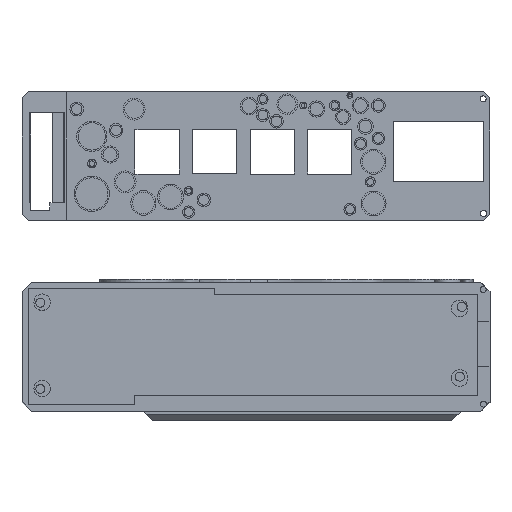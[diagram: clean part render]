
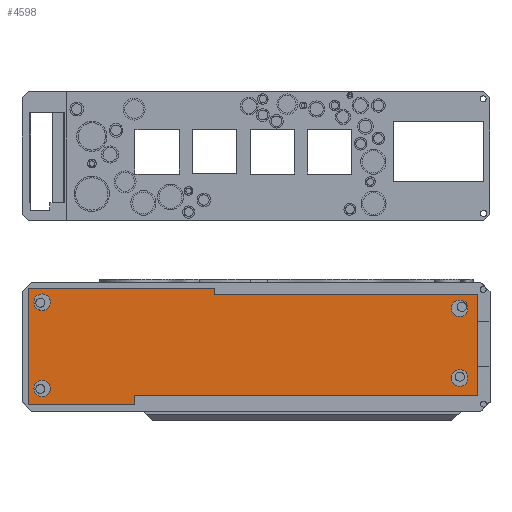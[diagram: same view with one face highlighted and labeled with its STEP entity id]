
A CAD part, top view. The second image highlights one B-rep face of the part: STEP entity #4598.
In plain terms, the highlighted planar face has unit normal (0, 0, 1).
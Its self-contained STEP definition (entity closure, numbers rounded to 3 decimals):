
#178=FACE_BOUND('',#836,.T.);
#179=FACE_BOUND('',#837,.T.);
#180=FACE_BOUND('',#838,.T.);
#181=FACE_BOUND('',#839,.T.);
#311=PLANE('',#4919);
#529=FACE_OUTER_BOUND('',#835,.T.);
#835=EDGE_LOOP('',(#3547,#3548,#3549,#3550,#3551,#3552,#3553,#3554,#3555,
#3556));
#836=EDGE_LOOP('',(#3557));
#837=EDGE_LOOP('',(#3558));
#838=EDGE_LOOP('',(#3559));
#839=EDGE_LOOP('',(#3560));
#1249=LINE('',#9456,#1630);
#1255=LINE('',#9468,#1636);
#1262=LINE('',#9544,#1643);
#1263=LINE('',#9546,#1644);
#1264=LINE('',#9548,#1645);
#1265=LINE('',#9550,#1646);
#1266=LINE('',#9552,#1647);
#1267=LINE('',#9554,#1648);
#1268=LINE('',#9556,#1649);
#1269=LINE('',#9557,#1650);
#1630=VECTOR('',#5557,10.);
#1636=VECTOR('',#5565,10.);
#1643=VECTOR('',#5588,10.);
#1644=VECTOR('',#5589,10.);
#1645=VECTOR('',#5590,10.);
#1646=VECTOR('',#5591,10.);
#1647=VECTOR('',#5592,10.);
#1648=VECTOR('',#5593,10.);
#1649=VECTOR('',#5594,10.);
#1650=VECTOR('',#5595,10.);
#1906=CIRCLE('',#4830,2.727);
#1910=CIRCLE('',#4838,2.727);
#1914=CIRCLE('',#4846,2.727);
#1918=CIRCLE('',#4854,2.727);
#2088=VERTEX_POINT('',#6565);
#2092=VERTEX_POINT('',#6579);
#2096=VERTEX_POINT('',#6593);
#2100=VERTEX_POINT('',#6607);
#2233=VERTEX_POINT('',#9454);
#2234=VERTEX_POINT('',#9455);
#2238=VERTEX_POINT('',#9465);
#2239=VERTEX_POINT('',#9467);
#2245=VERTEX_POINT('',#9545);
#2246=VERTEX_POINT('',#9547);
#2247=VERTEX_POINT('',#9549);
#2248=VERTEX_POINT('',#9551);
#2249=VERTEX_POINT('',#9553);
#2250=VERTEX_POINT('',#9555);
#2508=EDGE_CURVE('',#2088,#2088,#1906,.T.);
#2514=EDGE_CURVE('',#2092,#2092,#1910,.T.);
#2520=EDGE_CURVE('',#2096,#2096,#1914,.T.);
#2526=EDGE_CURVE('',#2100,#2100,#1918,.T.);
#2715=EDGE_CURVE('',#2233,#2234,#1249,.T.);
#2721=EDGE_CURVE('',#2238,#2239,#1255,.T.);
#2736=EDGE_CURVE('',#2234,#2238,#1262,.F.);
#2737=EDGE_CURVE('',#2245,#2233,#1263,.F.);
#2738=EDGE_CURVE('',#2245,#2246,#1264,.T.);
#2739=EDGE_CURVE('',#2246,#2247,#1265,.T.);
#2740=EDGE_CURVE('',#2248,#2247,#1266,.F.);
#2741=EDGE_CURVE('',#2248,#2249,#1267,.T.);
#2742=EDGE_CURVE('',#2249,#2250,#1268,.T.);
#2743=EDGE_CURVE('',#2239,#2250,#1269,.F.);
#3547=ORIENTED_EDGE('',*,*,#2721,.F.);
#3548=ORIENTED_EDGE('',*,*,#2736,.F.);
#3549=ORIENTED_EDGE('',*,*,#2715,.F.);
#3550=ORIENTED_EDGE('',*,*,#2737,.F.);
#3551=ORIENTED_EDGE('',*,*,#2738,.T.);
#3552=ORIENTED_EDGE('',*,*,#2739,.T.);
#3553=ORIENTED_EDGE('',*,*,#2740,.F.);
#3554=ORIENTED_EDGE('',*,*,#2741,.T.);
#3555=ORIENTED_EDGE('',*,*,#2742,.T.);
#3556=ORIENTED_EDGE('',*,*,#2743,.F.);
#3557=ORIENTED_EDGE('',*,*,#2508,.T.);
#3558=ORIENTED_EDGE('',*,*,#2514,.T.);
#3559=ORIENTED_EDGE('',*,*,#2520,.T.);
#3560=ORIENTED_EDGE('',*,*,#2526,.T.);
#4598=ADVANCED_FACE('',(#529,#178,#179,#180,#181),#311,.F.);
#4830=AXIS2_PLACEMENT_3D('',#6567,#5289,#5290);
#4838=AXIS2_PLACEMENT_3D('',#6581,#5307,#5308);
#4846=AXIS2_PLACEMENT_3D('',#6595,#5325,#5326);
#4854=AXIS2_PLACEMENT_3D('',#6609,#5343,#5344);
#4919=AXIS2_PLACEMENT_3D('',#9543,#5586,#5587);
#5289=DIRECTION('center_axis',(0.,0.,-1.));
#5290=DIRECTION('ref_axis',(1.,0.,0.));
#5307=DIRECTION('center_axis',(0.,0.,-1.));
#5308=DIRECTION('ref_axis',(1.,0.,0.));
#5325=DIRECTION('center_axis',(0.,0.,-1.));
#5326=DIRECTION('ref_axis',(1.,0.,0.));
#5343=DIRECTION('center_axis',(0.,0.,-1.));
#5344=DIRECTION('ref_axis',(1.,0.,0.));
#5557=DIRECTION('',(-0.816,0.577,0.));
#5565=DIRECTION('',(0.816,0.577,0.));
#5586=DIRECTION('center_axis',(0.,0.,-1.));
#5587=DIRECTION('ref_axis',(0.,-1.,0.));
#5588=DIRECTION('',(0.,-1.,0.));
#5589=DIRECTION('',(1.,0.,0.));
#5590=DIRECTION('',(0.,1.,0.));
#5591=DIRECTION('',(1.,0.,0.));
#5592=DIRECTION('',(0.,1.,0.));
#5593=DIRECTION('',(-1.,0.,0.));
#5594=DIRECTION('',(0.,1.,0.));
#5595=DIRECTION('',(-1.,0.,0.));
#6565=CARTESIAN_POINT('',(78.841,-166.794,-23.));
#6567=CARTESIAN_POINT('Origin',(81.567,-166.794,-23.));
#6579=CARTESIAN_POINT('',(78.841,-195.294,-23.));
#6581=CARTESIAN_POINT('Origin',(81.567,-195.294,-23.));
#6593=CARTESIAN_POINT('',(216.841,-168.794,-23.));
#6595=CARTESIAN_POINT('Origin',(219.567,-168.794,-23.));
#6607=CARTESIAN_POINT('',(216.841,-191.794,-23.));
#6609=CARTESIAN_POINT('Origin',(219.567,-191.794,-23.));
#9454=CARTESIAN_POINT('',(77.153,-200.761,-23.));
#9455=CARTESIAN_POINT('',(76.91,-200.589,-23.));
#9456=CARTESIAN_POINT('',(101.974,-218.312,-23.));
#9465=CARTESIAN_POINT('',(76.91,-162.435,-23.));
#9467=CARTESIAN_POINT('',(77.153,-162.264,-23.));
#9468=CARTESIAN_POINT('',(103.153,-143.879,-23.));
#9543=CARTESIAN_POINT('Origin',(148.741,-179.012,-23.));
#9544=CARTESIAN_POINT('',(76.91,-179.012,-23.));
#9545=CARTESIAN_POINT('',(112.,-200.761,-23.));
#9546=CARTESIAN_POINT('',(148.741,-200.761,-23.));
#9547=CARTESIAN_POINT('',(112.,-197.761,-23.));
#9548=CARTESIAN_POINT('',(112.,-189.137,-23.));
#9549=CARTESIAN_POINT('',(225.572,-197.761,-23.));
#9550=CARTESIAN_POINT('',(158.764,-197.761,-23.));
#9551=CARTESIAN_POINT('',(225.572,-164.264,-23.));
#9552=CARTESIAN_POINT('',(225.572,-179.012,-23.));
#9553=CARTESIAN_POINT('',(138.494,-164.264,-23.));
#9554=CARTESIAN_POINT('',(165.618,-164.264,-23.));
#9555=CARTESIAN_POINT('',(138.494,-162.264,-23.));
#9556=CARTESIAN_POINT('',(138.494,-171.138,-23.));
#9557=CARTESIAN_POINT('',(148.741,-162.264,-23.));
